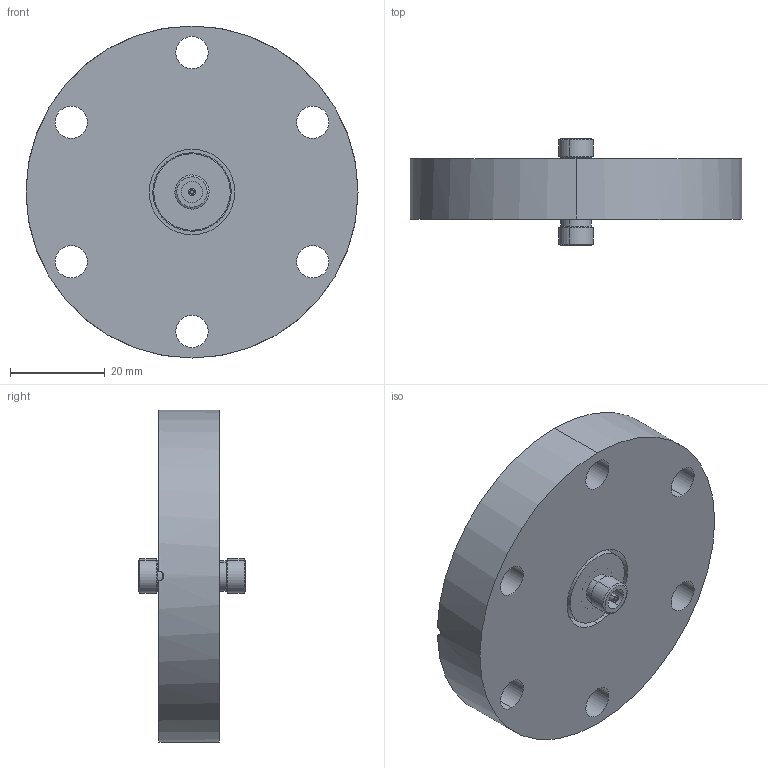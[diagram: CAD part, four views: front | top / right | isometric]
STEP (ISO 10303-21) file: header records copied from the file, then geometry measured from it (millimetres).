
FILE_DESCRIPTION (( 'STEP AP214' ), '1' );
FILE_NAME ('242-SMADF50-C40.STEP', '2016-02-08T14:11:29', ( 'allectra' ), ( 'Microsoft' ), 'SwSTEP 2.0', 'SolidWorks 2014', '' );
FILE_SCHEMA (( 'AUTOMOTIVE_DESIGN' ));
Length unit declared in the file: millimetre
Products named in the file (5): 242-SMADF50; 9411-C40-16.5_9411-C40-16.5-2; 9411-C40-16.5; 242-SMADF50-C40
Assembly tree (2 placements, depth 2):
  242-SMADF50
  9411-C40-16.5
  242-SMADF50-C40
    9411-C40-16.5_9411-C40-16.5-2
    242-SMADF50
Bounding box: 69.9 x 22.5 x 69.9 mm (x, y, z)
Volume: 42198.5 mm3; surface area: 14320.1 mm2
Topology: 4 solids, 4 shells, 81 faces, 176 edges, 112 vertices
Faces by surface type: cylinder 50, plane 19, cone 12
Entity records: 2512 total; most frequent: DIRECTION 454, CARTESIAN_POINT 437, ORIENTED_EDGE 352, AXIS2_PLACEMENT_3D 195, EDGE_CURVE 176, VERTEX_POINT 112, CIRCLE 108, EDGE_LOOP 106
